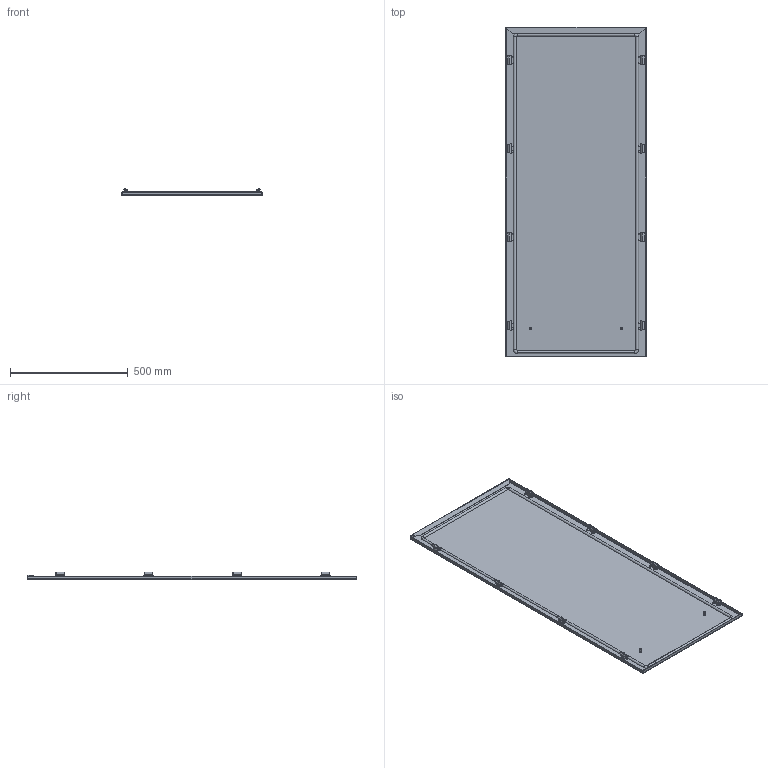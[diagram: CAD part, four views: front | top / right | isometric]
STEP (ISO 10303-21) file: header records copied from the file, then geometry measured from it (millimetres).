
FILE_DESCRIPTION (( 'STEP AP203' ), '1' );
FILE_NAME ('UR41401140600 Ñòåíêà çàäíÿÿ RS52 140.60 (000.801.414) .STEP', '2022-04-12T10:31:26', ( '' ), ( '' ), 'SwSTEP 2.0', 'SolidWorks 2017', '' );
FILE_SCHEMA (( 'CONFIG_CONTROL_DESIGN' ));
Length unit declared in the file: millimetre
Products named in the file (9): 001-115 相礤朦 耱屙觇 玎漤彘 RS52 140.00_00 (140.60); 000.130.390 Ñòåíêà çàäíÿÿ RS52 140.00_00 (140.60); UR41401140600 Ñòåíêà çàäíÿÿ RS52 140.60 (000.801.414) ; 029-336 Êðîíøòåéí ñòåíêè çàäíåé LC3; 000.132.167 Îñíîâàíèå ñòåíêè çàäíåé RS52 140.00_00 (140.60); Óïëîòíèòåëü ÏÏÓ äëÿ ñòåíêè çàäíåé LC3_06 (140å60); Âèíò ISO 7380-2 TX_Œ5å12; Âèíò ISO 10642 TX_Œ5å16; Øïèëüêà çàçåìëåíèÿ CKF CS_Œ6å16
Assembly tree (38 placements, depth 4):
  UR41401140600 Ñòåíêà çàäíÿÿ RS52 140.60 (000.801.414) 
    000.130.390 Ñòåíêà çàäíÿÿ RS52 140.00_00 (140.60)
      000.132.167 Îñíîâàíèå ñòåíêè çàäíåé RS52 140.00_00 (140.60)
        001-115 相礤朦 耱屙觇 玎漤彘 RS52 140.00_00 (140.60)
        Øïèëüêà çàçåìëåíèÿ CKF CS_Œ6å16  x2
      Óïëîòíèòåëü ÏÏÓ äëÿ ñòåíêè çàäíåé LC3_06 (140å60)
    029-336 Êðîíøòåéí ñòåíêè çàäíåé LC3  x8
    Âèíò ISO 10642 TX_Œ5å16  x16
    Âèíò ISO 7380-2 TX_Œ5å12  x8
Bounding box: 596.8 x 1397 x 30.97 mm (x, y, z)
Volume: 1523502.1 mm3; surface area: 1962619.3 mm2
Topology: 36 solids, 36 shells, 1542 faces, 4671 edges, 3214 vertices
Faces by surface type: cylinder 711, plane 509, cone 164, torus 100, bspline 58
Entity records: 13565 total; most frequent: CARTESIAN_POINT 3862, DIRECTION 1748, ORIENTED_EDGE 1618, EDGE_CURVE 809, AXIS2_PLACEMENT_3D 727, VERTEX_POINT 517, EDGE_LOOP 374, CIRCLE 372
